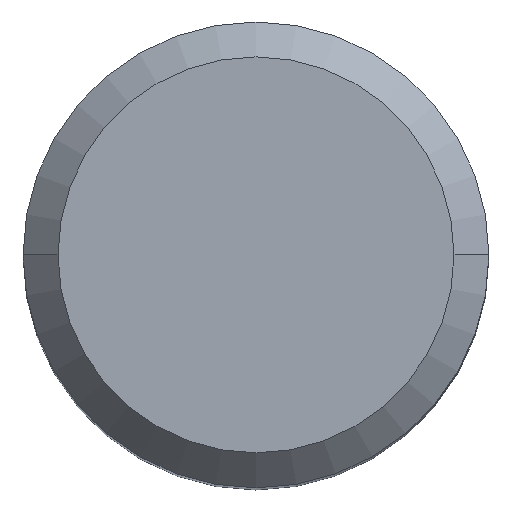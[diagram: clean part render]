
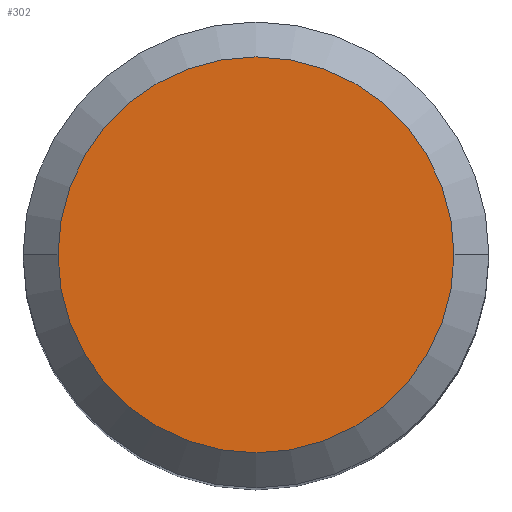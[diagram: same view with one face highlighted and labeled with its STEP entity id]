
A CAD part, top view. The second image highlights one B-rep face of the part: STEP entity #302.
In plain terms, the highlighted planar face has unit normal (0, 0, 1).
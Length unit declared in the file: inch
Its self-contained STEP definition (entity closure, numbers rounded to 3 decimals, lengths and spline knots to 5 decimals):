
#7 = DIRECTION ( 'NONE',  ( 0., 0., 1. ) ) ;
#129 = DIRECTION ( 'NONE',  ( 0., 0., -1. ) ) ;
#136 = ORIENTED_EDGE ( 'NONE', *, *, #405, .T. ) ;
#153 = CARTESIAN_POINT ( 'NONE',  ( 0., 0., 0. ) ) ;
#179 = DIRECTION ( 'NONE',  ( 0., 0., 1. ) ) ;
#207 = CARTESIAN_POINT ( 'NONE',  ( -0.26563, 0., 0. ) ) ;
#216 = CARTESIAN_POINT ( 'NONE',  ( 0., 0., 0. ) ) ;
#229 = VERTEX_POINT ( 'NONE', #434 ) ;
#231 = CIRCLE ( 'NONE', #266, 0.26563 ) ;
#232 = ORIENTED_EDGE ( 'NONE', *, *, #261, .T. ) ;
#261 = EDGE_CURVE ( 'NONE', #229, #326, #339, .T. ) ;
#266 = AXIS2_PLACEMENT_3D ( 'NONE', #216, #179, #482 ) ;
#293 = AXIS2_PLACEMENT_3D ( 'NONE', #467, #129, #380 ) ;
#302 = ADVANCED_FACE ( 'NONE', ( #464 ), #319, .F. ) ;
#304 = DIRECTION ( 'NONE',  ( 1., 0., 0. ) ) ;
#319 = PLANE ( 'NONE',  #293 ) ;
#326 = VERTEX_POINT ( 'NONE', #207 ) ;
#339 = CIRCLE ( 'NONE', #429, 0.26563 ) ;
#380 = DIRECTION ( 'NONE',  ( -1., 0., 0. ) ) ;
#395 = EDGE_LOOP ( 'NONE', ( #136, #232 ) ) ;
#405 = EDGE_CURVE ( 'NONE', #326, #229, #231, .T. ) ;
#429 = AXIS2_PLACEMENT_3D ( 'NONE', #153, #7, #304 ) ;
#434 = CARTESIAN_POINT ( 'NONE',  ( 0.26563, 0., 0. ) ) ;
#464 = FACE_OUTER_BOUND ( 'NONE', #395, .T. ) ;
#467 = CARTESIAN_POINT ( 'NONE',  ( 0., 0., 0. ) ) ;
#482 = DIRECTION ( 'NONE',  ( 1., 0., 0. ) ) ;
